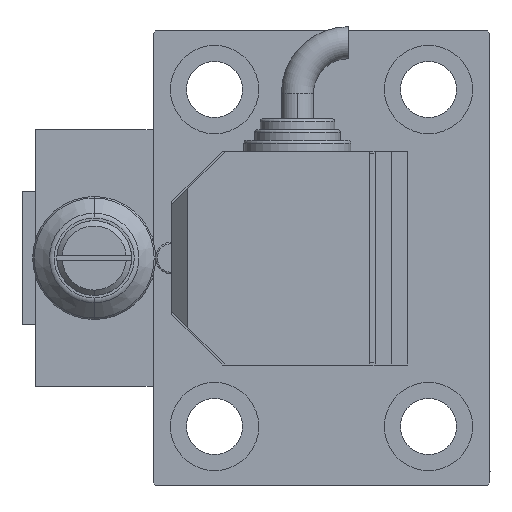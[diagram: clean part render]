
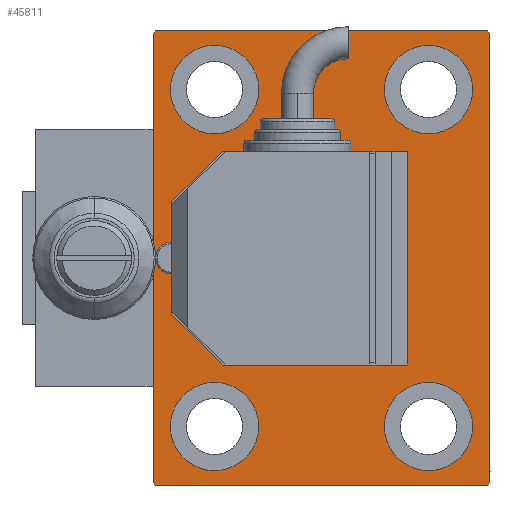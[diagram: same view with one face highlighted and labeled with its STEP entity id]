
A CAD part, left-side view. The second image highlights one B-rep face of the part: STEP entity #45811.
In plain terms, the highlighted face is planar.
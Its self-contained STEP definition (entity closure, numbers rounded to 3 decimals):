
#759 = DIRECTION ( 'NONE',  ( 0., 0., 1. ) ) ;
#1561 = AXIS2_PLACEMENT_3D ( 'NONE', #40858, #10558, #33237 ) ;
#2000 = CARTESIAN_POINT ( 'NONE',  ( 88., -20., 31.5 ) ) ;
#2053 = EDGE_CURVE ( 'NONE', #49550, #35381, #20553, .T. ) ;
#2786 = EDGE_CURVE ( 'NONE', #11627, #39032, #46530, .T. ) ;
#3215 = DIRECTION ( 'NONE',  ( 0., 0., 1. ) ) ;
#3825 = EDGE_CURVE ( 'NONE', #13199, #40145, #37134, .T. ) ;
#4276 = CARTESIAN_POINT ( 'NONE',  ( 88., 20., -31.5 ) ) ;
#5127 = ORIENTED_EDGE ( 'NONE', *, *, #48795, .T. ) ;
#6151 = CARTESIAN_POINT ( 'NONE',  ( 88., -20., 31.5 ) ) ;
#6646 = VERTEX_POINT ( 'NONE', #10882 ) ;
#6676 = CARTESIAN_POINT ( 'NONE',  ( 88., -31.5, -42. ) ) ;
#7384 = DIRECTION ( 'NONE',  ( -1., 0., 0. ) ) ;
#7863 = CARTESIAN_POINT ( 'NONE',  ( 88., 31.5, -42. ) ) ;
#7916 = AXIS2_PLACEMENT_3D ( 'NONE', #41880, #18960, #3215 ) ;
#8264 = CARTESIAN_POINT ( 'NONE',  ( 88., -20., -31.5 ) ) ;
#8946 = FACE_OUTER_BOUND ( 'NONE', #13058, .T. ) ;
#9200 = DIRECTION ( 'NONE',  ( 0., 0., -1. ) ) ;
#9202 = VERTEX_POINT ( 'NONE', #45249 ) ;
#9407 = EDGE_CURVE ( 'NONE', #40999, #13199, #31745, .T. ) ;
#9423 = EDGE_CURVE ( 'NONE', #22330, #29689, #17489, .T. ) ;
#10258 = AXIS2_PLACEMENT_3D ( 'NONE', #8264, #13319, #20460 ) ;
#10334 = DIRECTION ( 'NONE',  ( -1., 0., 0. ) ) ;
#10558 = DIRECTION ( 'NONE',  ( -1., 0., 0. ) ) ;
#10708 = CARTESIAN_POINT ( 'NONE',  ( 88., -31., 42.5 ) ) ;
#10882 = CARTESIAN_POINT ( 'NONE',  ( 88., 31.5, 42. ) ) ;
#11386 = DIRECTION ( 'NONE',  ( 0., -0.707, 0.707 ) ) ;
#11538 = ORIENTED_EDGE ( 'NONE', *, *, #50169, .T. ) ;
#11627 = VERTEX_POINT ( 'NONE', #32422 ) ;
#11640 = CARTESIAN_POINT ( 'NONE',  ( 88., 36.75, 36.75 ) ) ;
#11836 = CARTESIAN_POINT ( 'NONE',  ( 88., -20., 39.75 ) ) ;
#12181 = CARTESIAN_POINT ( 'NONE',  ( 88., 20., 31.5 ) ) ;
#12303 = LINE ( 'NONE', #24281, #29974 ) ;
#12450 = CIRCLE ( 'NONE', #47409, 8.25 ) ;
#12471 = EDGE_CURVE ( 'NONE', #38299, #17992, #28137, .T. ) ;
#13058 = EDGE_LOOP ( 'NONE', ( #40932, #22338, #15079, #37600, #35822, #24641, #45857, #21567 ) ) ;
#13199 = VERTEX_POINT ( 'NONE', #26435 ) ;
#13265 = FACE_BOUND ( 'NONE', #28794, .T. ) ;
#13319 = DIRECTION ( 'NONE',  ( -1., 0., 0. ) ) ;
#13505 = CARTESIAN_POINT ( 'NONE',  ( 88., 20., -39.75 ) ) ;
#14476 = VECTOR ( 'NONE', #47342, 1000. ) ;
#14849 = EDGE_CURVE ( 'NONE', #17992, #38299, #20071, .T. ) ;
#15079 = ORIENTED_EDGE ( 'NONE', *, *, #16559, .T. ) ;
#15257 = EDGE_CURVE ( 'NONE', #45926, #9202, #35676, .T. ) ;
#15259 = DIRECTION ( 'NONE',  ( 0., 0., 1. ) ) ;
#15653 = AXIS2_PLACEMENT_3D ( 'NONE', #12181, #7384, #15259 ) ;
#16559 = EDGE_CURVE ( 'NONE', #9202, #48124, #16795, .T. ) ;
#16795 = LINE ( 'NONE', #31832, #14476 ) ;
#17085 = FACE_BOUND ( 'NONE', #24656, .T. ) ;
#17086 = DIRECTION ( 'NONE',  ( 0., 0., 1. ) ) ;
#17489 = CIRCLE ( 'NONE', #19131, 8.25 ) ;
#17785 = DIRECTION ( 'NONE',  ( 0., 0.707, 0.707 ) ) ;
#17992 = VERTEX_POINT ( 'NONE', #44852 ) ;
#18226 = VECTOR ( 'NONE', #17785, 1000. ) ;
#18960 = DIRECTION ( 'NONE',  ( -1., 0., 0. ) ) ;
#19022 = EDGE_CURVE ( 'NONE', #29689, #22330, #23507, .T. ) ;
#19131 = AXIS2_PLACEMENT_3D ( 'NONE', #4276, #35317, #22865 ) ;
#20071 = CIRCLE ( 'NONE', #7916, 8.25 ) ;
#20460 = DIRECTION ( 'NONE',  ( 0., 0., 1. ) ) ;
#20553 = CIRCLE ( 'NONE', #28693, 8.25 ) ;
#20681 = EDGE_LOOP ( 'NONE', ( #5127, #31101 ) ) ;
#21157 = LINE ( 'NONE', #40991, #31880 ) ;
#21386 = CARTESIAN_POINT ( 'NONE',  ( 88., 31., 42.5 ) ) ;
#21567 = ORIENTED_EDGE ( 'NONE', *, *, #32605, .T. ) ;
#21738 = VECTOR ( 'NONE', #759, 1000. ) ;
#22330 = VERTEX_POINT ( 'NONE', #49030 ) ;
#22338 = ORIENTED_EDGE ( 'NONE', *, *, #15257, .T. ) ;
#22355 = EDGE_LOOP ( 'NONE', ( #39594, #25577 ) ) ;
#22865 = DIRECTION ( 'NONE',  ( 0., 0., 1. ) ) ;
#23105 = LINE ( 'NONE', #11640, #50210 ) ;
#23507 = CIRCLE ( 'NONE', #1561, 8.25 ) ;
#23810 = CIRCLE ( 'NONE', #34377, 8.25 ) ;
#24281 = CARTESIAN_POINT ( 'NONE',  ( 88., 31.5, 42.5 ) ) ;
#24488 = DIRECTION ( 'NONE',  ( 1., 0., 0. ) ) ;
#24530 = AXIS2_PLACEMENT_3D ( 'NONE', #32118, #24488, #9200 ) ;
#24641 = ORIENTED_EDGE ( 'NONE', *, *, #3825, .T. ) ;
#24656 = EDGE_LOOP ( 'NONE', ( #48465, #39985 ) ) ;
#25577 = ORIENTED_EDGE ( 'NONE', *, *, #9423, .T. ) ;
#25603 = VECTOR ( 'NONE', #27421, 1000. ) ;
#26435 = CARTESIAN_POINT ( 'NONE',  ( 88., 31., -42.5 ) ) ;
#26795 = CARTESIAN_POINT ( 'NONE',  ( 88., -36.75, 36.75 ) ) ;
#27421 = DIRECTION ( 'NONE',  ( 0., 1., 0. ) ) ;
#27717 = CARTESIAN_POINT ( 'NONE',  ( 88., 31.5, -42.5 ) ) ;
#28137 = CIRCLE ( 'NONE', #10258, 8.25 ) ;
#28586 = CARTESIAN_POINT ( 'NONE',  ( 88., -20., -39.75 ) ) ;
#28693 = AXIS2_PLACEMENT_3D ( 'NONE', #2000, #49043, #48279 ) ;
#28794 = EDGE_LOOP ( 'NONE', ( #11538, #42668 ) ) ;
#29550 = DIRECTION ( 'NONE',  ( -1., 0., 0. ) ) ;
#29689 = VERTEX_POINT ( 'NONE', #13505 ) ;
#29780 = EDGE_CURVE ( 'NONE', #48124, #40999, #21157, .T. ) ;
#29881 = VECTOR ( 'NONE', #38497, 1000. ) ;
#29974 = VECTOR ( 'NONE', #35971, 1000. ) ;
#30698 = DIRECTION ( 'NONE',  ( 0., 0., 1. ) ) ;
#31101 = ORIENTED_EDGE ( 'NONE', *, *, #2053, .T. ) ;
#31745 = LINE ( 'NONE', #46509, #25603 ) ;
#31787 = EDGE_CURVE ( 'NONE', #40145, #6646, #46803, .T. ) ;
#31832 = CARTESIAN_POINT ( 'NONE',  ( 88., -31.5, 42.5 ) ) ;
#31880 = VECTOR ( 'NONE', #48369, 1000. ) ;
#32118 = CARTESIAN_POINT ( 'NONE',  ( 88., 0., 0. ) ) ;
#32369 = FACE_BOUND ( 'NONE', #20681, .T. ) ;
#32422 = CARTESIAN_POINT ( 'NONE',  ( 88., 20., 39.75 ) ) ;
#32605 = EDGE_CURVE ( 'NONE', #6646, #37540, #23105, .T. ) ;
#32622 = FACE_BOUND ( 'NONE', #22355, .T. ) ;
#33153 = CARTESIAN_POINT ( 'NONE',  ( 88., -31., -42.5 ) ) ;
#33237 = DIRECTION ( 'NONE',  ( 0., 0., 1. ) ) ;
#34377 = AXIS2_PLACEMENT_3D ( 'NONE', #41651, #10334, #30698 ) ;
#35317 = DIRECTION ( 'NONE',  ( -1., 0., 0. ) ) ;
#35381 = VERTEX_POINT ( 'NONE', #42618 ) ;
#35676 = LINE ( 'NONE', #26795, #29881 ) ;
#35822 = ORIENTED_EDGE ( 'NONE', *, *, #9407, .T. ) ;
#35971 = DIRECTION ( 'NONE',  ( 0., -1., 0. ) ) ;
#36031 = CARTESIAN_POINT ( 'NONE',  ( 88., 20., 23.25 ) ) ;
#37134 = LINE ( 'NONE', #40945, #18226 ) ;
#37540 = VERTEX_POINT ( 'NONE', #21386 ) ;
#37600 = ORIENTED_EDGE ( 'NONE', *, *, #29780, .T. ) ;
#38299 = VERTEX_POINT ( 'NONE', #28586 ) ;
#38403 = EDGE_CURVE ( 'NONE', #37540, #45926, #12303, .T. ) ;
#38497 = DIRECTION ( 'NONE',  ( 0., -0.707, -0.707 ) ) ;
#39032 = VERTEX_POINT ( 'NONE', #36031 ) ;
#39594 = ORIENTED_EDGE ( 'NONE', *, *, #19022, .T. ) ;
#39985 = ORIENTED_EDGE ( 'NONE', *, *, #14849, .T. ) ;
#40145 = VERTEX_POINT ( 'NONE', #7863 ) ;
#40858 = CARTESIAN_POINT ( 'NONE',  ( 88., 20., -31.5 ) ) ;
#40932 = ORIENTED_EDGE ( 'NONE', *, *, #38403, .T. ) ;
#40945 = CARTESIAN_POINT ( 'NONE',  ( 88., 36.75, -36.75 ) ) ;
#40991 = CARTESIAN_POINT ( 'NONE',  ( 88., -36.75, -36.75 ) ) ;
#40999 = VERTEX_POINT ( 'NONE', #33153 ) ;
#41651 = CARTESIAN_POINT ( 'NONE',  ( 88., 20., 31.5 ) ) ;
#41880 = CARTESIAN_POINT ( 'NONE',  ( 88., -20., -31.5 ) ) ;
#42618 = CARTESIAN_POINT ( 'NONE',  ( 88., -20., 23.25 ) ) ;
#42668 = ORIENTED_EDGE ( 'NONE', *, *, #2786, .T. ) ;
#44852 = CARTESIAN_POINT ( 'NONE',  ( 88., -20., -23.25 ) ) ;
#45249 = CARTESIAN_POINT ( 'NONE',  ( 88., -31.5, 42. ) ) ;
#45811 = ADVANCED_FACE ( 'NONE', ( #17085, #32369, #13265, #32622, #8946 ), #47878, .T. ) ;
#45857 = ORIENTED_EDGE ( 'NONE', *, *, #31787, .T. ) ;
#45926 = VERTEX_POINT ( 'NONE', #10708 ) ;
#46509 = CARTESIAN_POINT ( 'NONE',  ( 88., -31.5, -42.5 ) ) ;
#46530 = CIRCLE ( 'NONE', #15653, 8.25 ) ;
#46803 = LINE ( 'NONE', #27717, #21738 ) ;
#47342 = DIRECTION ( 'NONE',  ( 0., 0., -1. ) ) ;
#47409 = AXIS2_PLACEMENT_3D ( 'NONE', #6151, #29550, #17086 ) ;
#47878 = PLANE ( 'NONE',  #24530 ) ;
#48124 = VERTEX_POINT ( 'NONE', #6676 ) ;
#48279 = DIRECTION ( 'NONE',  ( 0., 0., 1. ) ) ;
#48369 = DIRECTION ( 'NONE',  ( 0., 0.707, -0.707 ) ) ;
#48465 = ORIENTED_EDGE ( 'NONE', *, *, #12471, .T. ) ;
#48795 = EDGE_CURVE ( 'NONE', #35381, #49550, #12450, .T. ) ;
#49030 = CARTESIAN_POINT ( 'NONE',  ( 88., 20., -23.25 ) ) ;
#49043 = DIRECTION ( 'NONE',  ( -1., 0., 0. ) ) ;
#49550 = VERTEX_POINT ( 'NONE', #11836 ) ;
#50169 = EDGE_CURVE ( 'NONE', #39032, #11627, #23810, .T. ) ;
#50210 = VECTOR ( 'NONE', #11386, 1000. ) ;
